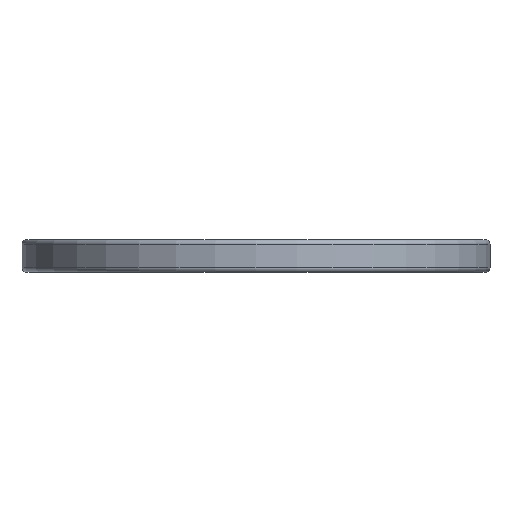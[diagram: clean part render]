
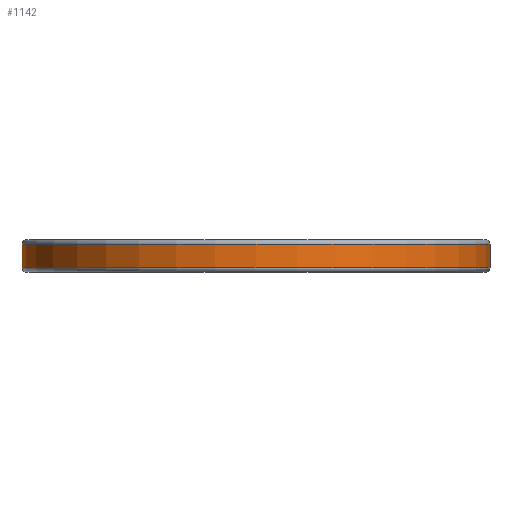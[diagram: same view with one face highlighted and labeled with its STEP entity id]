
A CAD part, front view. The second image highlights one B-rep face of the part: STEP entity #1142.
In plain terms, the highlighted cylindrical face has radius 50 mm (diameter 100 mm), a full revolution.
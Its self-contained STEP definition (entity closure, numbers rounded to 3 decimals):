
#115=LINE('',#1745,#165);
#165=VECTOR('',#1381,50.);
#215=CYLINDRICAL_SURFACE('',#1213,50.);
#266=FACE_OUTER_BOUND('',#320,.T.);
#320=EDGE_LOOP('',(#835,#836,#837,#838));
#471=CIRCLE('',#1210,50.);
#474=CIRCLE('',#1214,50.);
#575=VERTEX_POINT('',#1737);
#577=VERTEX_POINT('',#1743);
#677=EDGE_CURVE('',#575,#575,#471,.T.);
#680=EDGE_CURVE('',#577,#577,#474,.T.);
#681=EDGE_CURVE('',#577,#575,#115,.T.);
#835=ORIENTED_EDGE('',*,*,#680,.F.);
#836=ORIENTED_EDGE('',*,*,#681,.T.);
#837=ORIENTED_EDGE('',*,*,#677,.F.);
#838=ORIENTED_EDGE('',*,*,#681,.F.);
#1142=ADVANCED_FACE('',(#266),#215,.T.);
#1210=AXIS2_PLACEMENT_3D('',#1738,#1371,#1372);
#1213=AXIS2_PLACEMENT_3D('',#1742,#1377,#1378);
#1214=AXIS2_PLACEMENT_3D('',#1744,#1379,#1380);
#1371=DIRECTION('center_axis',(0.,0.,-1.));
#1372=DIRECTION('ref_axis',(1.,0.,0.));
#1377=DIRECTION('center_axis',(0.,0.,1.));
#1378=DIRECTION('ref_axis',(1.,0.,0.));
#1379=DIRECTION('center_axis',(0.,0.,1.));
#1380=DIRECTION('ref_axis',(1.,0.,0.));
#1381=DIRECTION('',(0.,0.,-1.));
#1737=CARTESIAN_POINT('',(-50.,0.,1.));
#1738=CARTESIAN_POINT('Origin',(0.,0.,1.));
#1742=CARTESIAN_POINT('Origin',(0.,0.,0.));
#1743=CARTESIAN_POINT('',(-50.,0.,6.));
#1744=CARTESIAN_POINT('Origin',(0.,0.,6.));
#1745=CARTESIAN_POINT('',(-50.,0.,0.));
